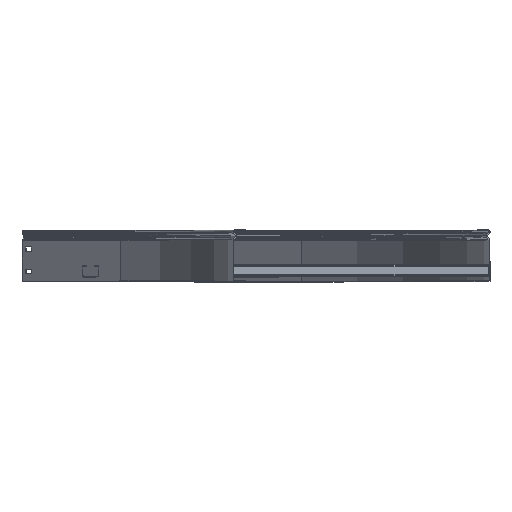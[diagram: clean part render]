
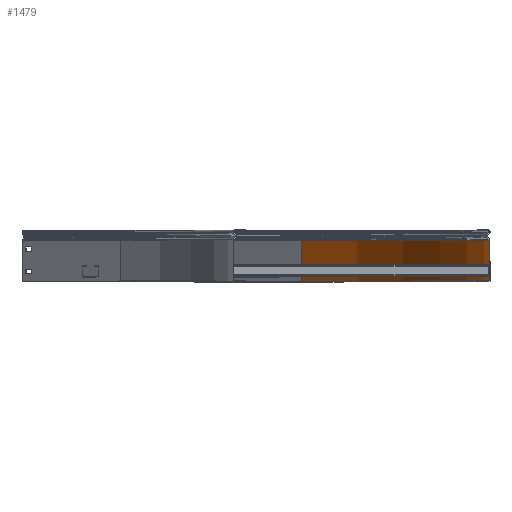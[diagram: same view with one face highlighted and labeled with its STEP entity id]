
A CAD part, top view. The second image highlights one B-rep face of the part: STEP entity #1479.
In plain terms, the highlighted cylindrical face has radius 1001 mm (diameter 2002 mm), a partial arc.
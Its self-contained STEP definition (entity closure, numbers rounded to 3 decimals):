
#11 = CARTESIAN_POINT ( 'NONE',  ( 0., 64.499, 0. ) ) ;
#89 = EDGE_CURVE ( 'NONE', #2711, #5670, #7962, .T. ) ;
#695 = CYLINDRICAL_SURFACE ( 'NONE', #5480, 1001. ) ;
#745 = VERTEX_POINT ( 'NONE', #1520 ) ;
#753 = DIRECTION ( 'NONE',  ( 0., 1., 0. ) ) ;
#918 = CARTESIAN_POINT ( 'NONE',  ( 1001., 0., 0. ) ) ;
#980 = DIRECTION ( 'NONE',  ( 0., -1., 0. ) ) ;
#1076 = CARTESIAN_POINT ( 'NONE',  ( 1001., 64.499, 0. ) ) ;
#1439 = ORIENTED_EDGE ( 'NONE', *, *, #1798, .F. ) ;
#1479 = ADVANCED_FACE ( 'NONE', ( #6929 ), #695, .F. ) ;
#1520 = CARTESIAN_POINT ( 'NONE',  ( 707.814, 1.2, -707.814 ) ) ;
#1568 = DIRECTION ( 'NONE',  ( 0., 0., 1. ) ) ;
#1575 = AXIS2_PLACEMENT_3D ( 'NONE', #11, #753, #5230 ) ;
#1615 = DIRECTION ( 'NONE',  ( 0., 0., 1. ) ) ;
#1798 = EDGE_CURVE ( 'NONE', #745, #3103, #8145, .T. ) ;
#2420 = CARTESIAN_POINT ( 'NONE',  ( 1001., 1.2, 0. ) ) ;
#2512 = VECTOR ( 'NONE', #7708, 1000. ) ;
#2711 = VERTEX_POINT ( 'NONE', #2420 ) ;
#2800 = DIRECTION ( 'NONE',  ( 0., 1., 0. ) ) ;
#2859 = EDGE_LOOP ( 'NONE', ( #3700, #1439, #5942, #4692 ) ) ;
#3103 = VERTEX_POINT ( 'NONE', #6692 ) ;
#3137 = AXIS2_PLACEMENT_3D ( 'NONE', #4178, #980, #1615 ) ;
#3392 = CARTESIAN_POINT ( 'NONE',  ( 0., 0., 0. ) ) ;
#3700 = ORIENTED_EDGE ( 'NONE', *, *, #5907, .T. ) ;
#4178 = CARTESIAN_POINT ( 'NONE',  ( 0., 1.2, 0. ) ) ;
#4414 = VECTOR ( 'NONE', #5404, 1000. ) ;
#4692 = ORIENTED_EDGE ( 'NONE', *, *, #89, .T. ) ;
#4838 = CIRCLE ( 'NONE', #3137, 1001. ) ;
#5145 = CARTESIAN_POINT ( 'NONE',  ( 707.814, 2.2, -707.814 ) ) ;
#5230 = DIRECTION ( 'NONE',  ( 0., 0., 1. ) ) ;
#5404 = DIRECTION ( 'NONE',  ( 0., 1., 0. ) ) ;
#5480 = AXIS2_PLACEMENT_3D ( 'NONE', #3392, #2800, #1568 ) ;
#5670 = VERTEX_POINT ( 'NONE', #1076 ) ;
#5763 = CIRCLE ( 'NONE', #1575, 1001. ) ;
#5907 = EDGE_CURVE ( 'NONE', #5670, #3103, #5763, .T. ) ;
#5942 = ORIENTED_EDGE ( 'NONE', *, *, #6136, .T. ) ;
#6136 = EDGE_CURVE ( 'NONE', #745, #2711, #4838, .T. ) ;
#6692 = CARTESIAN_POINT ( 'NONE',  ( 707.814, 64.499, -707.814 ) ) ;
#6929 = FACE_OUTER_BOUND ( 'NONE', #2859, .T. ) ;
#7708 = DIRECTION ( 'NONE',  ( 0., 1., 0. ) ) ;
#7962 = LINE ( 'NONE', #918, #4414 ) ;
#8145 = LINE ( 'NONE', #5145, #2512 ) ;
